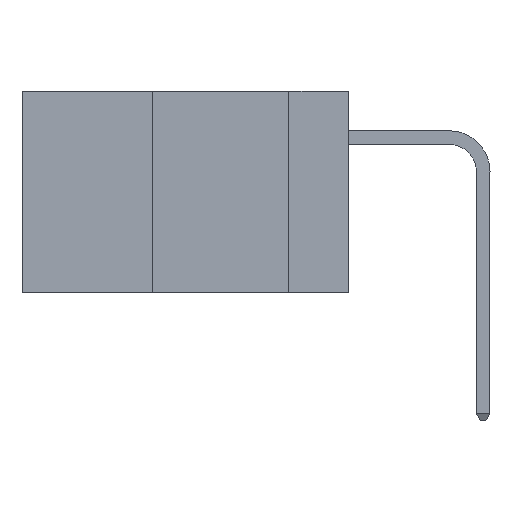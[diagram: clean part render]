
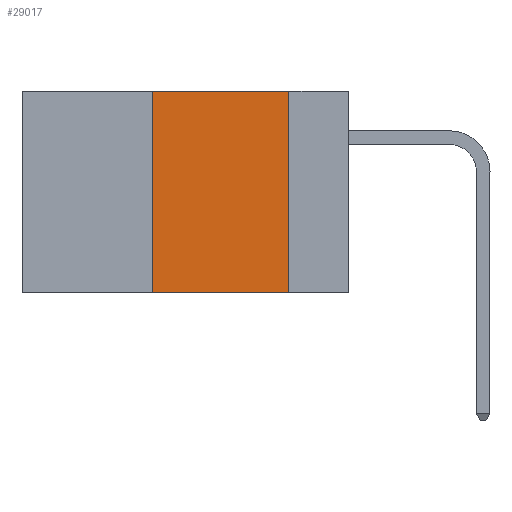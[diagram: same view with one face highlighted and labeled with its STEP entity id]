
A CAD part, left-side view. The second image highlights one B-rep face of the part: STEP entity #29017.
In plain terms, the highlighted planar face has unit normal (-1, 0, 0).
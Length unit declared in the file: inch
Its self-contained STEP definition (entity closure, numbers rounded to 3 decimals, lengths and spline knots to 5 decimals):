
#676 = VECTOR ( 'NONE', #6871, 39.37008 ) ;
#2079 = VERTEX_POINT ( 'NONE', #28356 ) ;
#2192 = PLANE ( 'NONE',  #7541 ) ;
#3882 = CARTESIAN_POINT ( 'NONE',  ( 0., 0.11, 0. ) ) ;
#4165 = ORIENTED_EDGE ( 'NONE', *, *, #20561, .F. ) ;
#5955 = EDGE_CURVE ( 'NONE', #2079, #18598, #14556, .T. ) ;
#6255 = FACE_OUTER_BOUND ( 'NONE', #33508, .T. ) ;
#6871 = DIRECTION ( 'NONE',  ( 0., 0., -1. ) ) ;
#7004 = VECTOR ( 'NONE', #12933, 39.37008 ) ;
#7541 = AXIS2_PLACEMENT_3D ( 'NONE', #16407, #35756, #19179 ) ;
#9058 = LINE ( 'NONE', #3882, #676 ) ;
#9200 = LINE ( 'NONE', #16869, #23219 ) ;
#11043 = LINE ( 'NONE', #11914, #25019 ) ;
#11704 = VERTEX_POINT ( 'NONE', #15819 ) ;
#11914 = CARTESIAN_POINT ( 'NONE',  ( 0., 0.36, 0. ) ) ;
#12933 = DIRECTION ( 'NONE',  ( 0., -1., 0. ) ) ;
#13037 = ORIENTED_EDGE ( 'NONE', *, *, #31051, .F. ) ;
#14046 = DIRECTION ( 'NONE',  ( 0., -1., 0. ) ) ;
#14556 = LINE ( 'NONE', #26787, #7004 ) ;
#14777 = DIRECTION ( 'NONE',  ( 0., 0., 1. ) ) ;
#15819 = CARTESIAN_POINT ( 'NONE',  ( 0., 0.11, 0. ) ) ;
#16407 = CARTESIAN_POINT ( 'NONE',  ( 0., 0.6, 0. ) ) ;
#16869 = CARTESIAN_POINT ( 'NONE',  ( 0., 0.6, 0. ) ) ;
#18598 = VERTEX_POINT ( 'NONE', #20167 ) ;
#19179 = DIRECTION ( 'NONE',  ( 0., 0., -1. ) ) ;
#20167 = CARTESIAN_POINT ( 'NONE',  ( 0., 0.11, -0.37 ) ) ;
#20561 = EDGE_CURVE ( 'NONE', #11704, #18598, #9058, .T. ) ;
#23219 = VECTOR ( 'NONE', #14046, 39.37008 ) ;
#23731 = VERTEX_POINT ( 'NONE', #35855 ) ;
#25019 = VECTOR ( 'NONE', #14777, 39.37008 ) ;
#26787 = CARTESIAN_POINT ( 'NONE',  ( 0., 0.6, -0.37 ) ) ;
#28056 = ORIENTED_EDGE ( 'NONE', *, *, #30916, .F. ) ;
#28356 = CARTESIAN_POINT ( 'NONE',  ( 0., 0.36, -0.37 ) ) ;
#29017 = ADVANCED_FACE ( 'NONE', ( #6255 ), #2192, .F. ) ;
#30916 = EDGE_CURVE ( 'NONE', #23731, #11704, #9200, .T. ) ;
#31051 = EDGE_CURVE ( 'NONE', #2079, #23731, #11043, .T. ) ;
#33508 = EDGE_LOOP ( 'NONE', ( #4165, #28056, #13037, #35862 ) ) ;
#35756 = DIRECTION ( 'NONE',  ( 1., 0., 0. ) ) ;
#35855 = CARTESIAN_POINT ( 'NONE',  ( 0., 0.36, 0. ) ) ;
#35862 = ORIENTED_EDGE ( 'NONE', *, *, #5955, .T. ) ;
